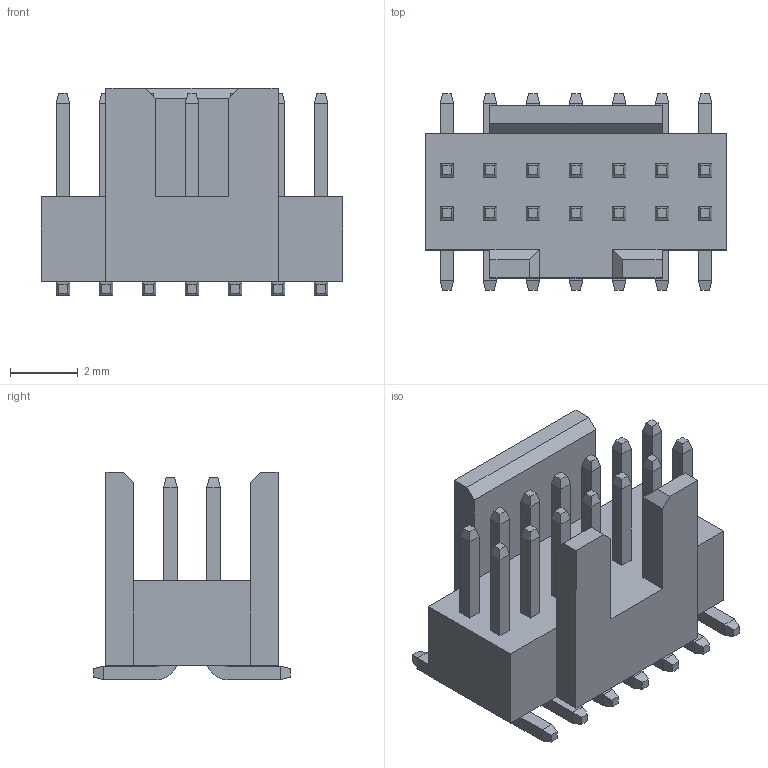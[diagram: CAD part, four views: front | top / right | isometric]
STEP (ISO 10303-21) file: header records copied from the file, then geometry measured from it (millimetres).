
FILE_DESCRIPTION(/* description */ (''),/* implementation_level */ '2;1');
FILE_NAME(/* name */ 'BD125-14-A-0305-0580-L-B v1.step',/* time_stamp */ '2023-03-20T10:14:37+03:00',/* author */ (''),/* organization */ (''),/* preprocessor_version */ 'ST-DEVELOPER v19.2',/* originating_system */ 'Autodesk Translation Framework v11.17.0.187',/* authorisation */ '');
FILE_SCHEMA (('AUTOMOTIVE_DESIGN { 1 0 10303 214 3 1 1 }'));
Length unit declared in the file: millimetre
Products named in the file (3): BD125-14-A-0305-0580-L-B; BD125-14-A-0305-0580-L-B_P; BD125-14-A-0305-0580-L-B_H
Assembly tree (15 placements, depth 2):
  BD125-14-A-0305-0580-L-B
    BD125-14-A-0305-0580-L-B_P  x14
    BD125-14-A-0305-0580-L-B_H
Bounding box: 8.89 x 5.8 x 6.12 mm (x, y, z)
Volume: 128.9 mm3; surface area: 438.1 mm2
Topology: 15 solids, 15 shells, 391 faces, 909 edges, 548 vertices
Faces by surface type: plane 363, cylinder 28
Entity records: 4726 total; most frequent: CARTESIAN_POINT 800, ORIENTED_EDGE 778, DIRECTION 743, EDGE_CURVE 389, LINE 385, VECTOR 385, VERTEX_POINT 236, EDGE_LOOP 185
